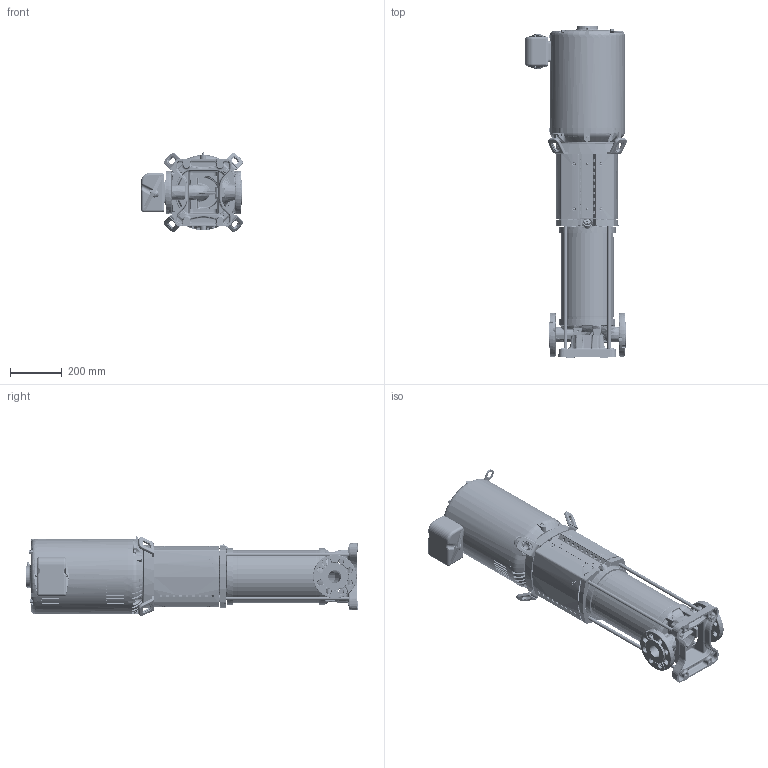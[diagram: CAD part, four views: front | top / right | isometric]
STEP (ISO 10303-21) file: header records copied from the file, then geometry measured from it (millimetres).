
FILE_DESCRIPTION(/* description */ (''),/* implementation_level */ '2;1');
FILE_NAME(/* name */ '2700872 - HELIX V110-06-1_A3_E_KS_H_20_3_Shrinkwrap_1.stp',/* time_stamp */ '2022-03-25T14:18:40-05:00',/* author */ ('faliszekte'),/* organization */ (''),/* preprocessor_version */ 'ST-DEVELOPER v18.1',/* originating_system */ 'Autodesk Inventor 2021',/* authorisation */ '');
FILE_SCHEMA (('AUTOMOTIVE_DESIGN { 1 0 10303 214 3 1 1 }'));
Length unit declared in the file: inch
Products named in the file (1): 2700872 - HELIX V110-06-1_A3_E_KS_H_20_3_Shrinkwrap_1
Bounding box: 394.15 x 1288.83 x 310.5 mm (x, y, z)
Volume: 888.3 mm3; surface area: 2602784.8 mm2
Topology: 2 solids, 72 shells, 5412 faces, 15825 edges, 10283 vertices
Faces by surface type: cylinder 1691, plane 1440, bspline 1183, cone 508, torus 496, sphere 94
Full cylindrical faces by diameter (mm): 0.833 x4, 2 x2, 4 x2, 4.918 x5, 6 x2, 8 x8, 9.525 x6, 10.25 x4, 13.208 x2, 14 x9, 14.376 x168, 16 x168, 16.662 x1, 17.5 x1, 18 x8, 18.64 x1, 20.813 x1, 28.067 x2, 31 x1, 47.6 x1, 61 x2, 88 x1, 99 x2, 110.3 x3, 114 x1, 119.6 x1, 200 x1, 203 x2, 204 x1, 215.862 x1
Entity records: 359741 total; most frequent: CARTESIAN_POINT 223236, ORIENTED_EDGE 28231, DIRECTION 25349, EDGE_CURVE 15729, VERTEX_POINT 10282, AXIS2_PLACEMENT_3D 9990, EDGE_LOOP 5781, FACE_OUTER_BOUND 5411
